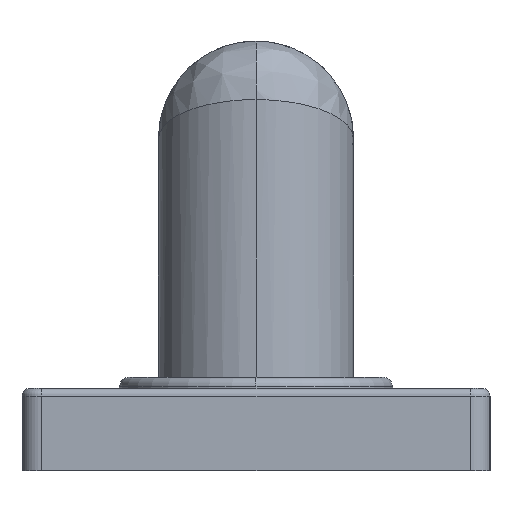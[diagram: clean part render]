
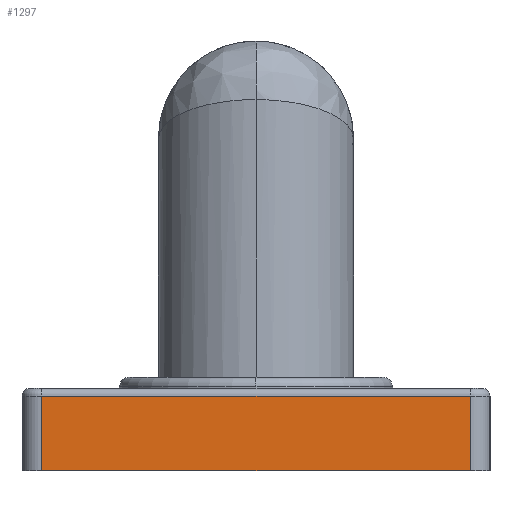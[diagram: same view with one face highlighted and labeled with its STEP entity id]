
A CAD part, left-side view. The second image highlights one B-rep face of the part: STEP entity #1297.
In plain terms, the highlighted planar face has unit normal (-1, 0, 0).
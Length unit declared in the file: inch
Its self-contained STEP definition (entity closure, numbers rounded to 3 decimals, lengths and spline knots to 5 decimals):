
#100=DIRECTION('',(0.,-1.,0.));
#101=VECTOR('',#100,2.75);
#102=CARTESIAN_POINT('',(-1.5,1.375,0.));
#103=LINE('',#102,#101);
#104=DIRECTION('',(0.,0.,-1.));
#105=VECTOR('',#104,0.48);
#106=CARTESIAN_POINT('',(-1.5,1.375,0.48));
#107=LINE('',#106,#105);
#108=DIRECTION('',(0.,-1.,0.));
#109=VECTOR('',#108,2.75);
#110=CARTESIAN_POINT('',(-1.5,1.375,0.48));
#111=LINE('',#110,#109);
#112=DIRECTION('',(0.,0.,-1.));
#113=VECTOR('',#112,0.48);
#114=CARTESIAN_POINT('',(-1.5,-1.375,0.48));
#115=LINE('',#114,#113);
#1030=CARTESIAN_POINT('',(-1.5,1.375,0.48));
#1031=VERTEX_POINT('',#1030);
#1032=CARTESIAN_POINT('',(-1.5,-1.375,0.48));
#1033=VERTEX_POINT('',#1032);
#1035=CARTESIAN_POINT('',(-1.5,-1.375,0.));
#1037=VERTEX_POINT('',#1035);
#1048=CARTESIAN_POINT('',(-1.5,1.375,0.));
#1049=VERTEX_POINT('',#1048);
#1283=CARTESIAN_POINT('',(-1.5,1.5,0.));
#1284=DIRECTION('',(-1.,0.,0.));
#1285=DIRECTION('',(0.,-1.,0.));
#1286=AXIS2_PLACEMENT_3D('',#1283,#1284,#1285);
#1287=PLANE('',#1286);
#1289=ORIENTED_EDGE('',*,*,#1288,.F.);
#1291=ORIENTED_EDGE('',*,*,#1290,.F.);
#1292=ORIENTED_EDGE('',*,*,#1277,.T.);
#1294=ORIENTED_EDGE('',*,*,#1293,.T.);
#1295=EDGE_LOOP('',(#1289,#1291,#1292,#1294));
#1296=FACE_OUTER_BOUND('',#1295,.F.);
#1297=ADVANCED_FACE('',(#1296),#1287,.T.);
#1277=EDGE_CURVE('',#1031,#1033,#111,.T.);
#1288=EDGE_CURVE('',#1049,#1037,#103,.T.);
#1290=EDGE_CURVE('',#1031,#1049,#107,.T.);
#1293=EDGE_CURVE('',#1033,#1037,#115,.T.);
